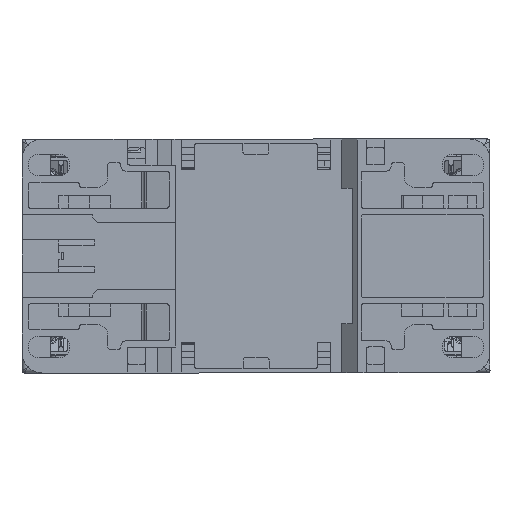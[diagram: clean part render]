
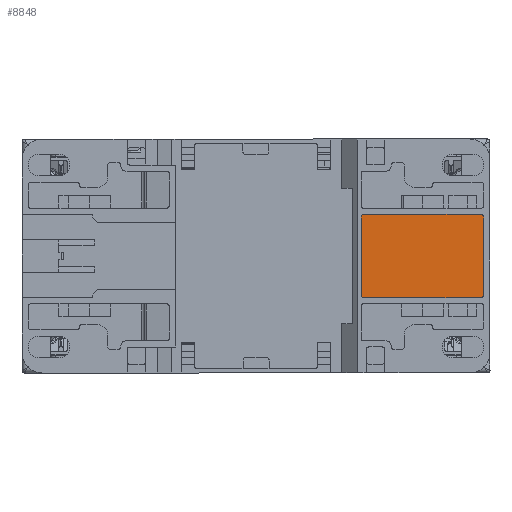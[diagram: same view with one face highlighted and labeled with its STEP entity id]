
A CAD part, front view. The second image highlights one B-rep face of the part: STEP entity #8848.
In plain terms, the highlighted planar face has unit normal (0, -1, 0).
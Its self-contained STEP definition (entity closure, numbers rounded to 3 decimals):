
#5574=PLANE('',#98130);
#8848=ADVANCED_FACE('',(#13488),#5574,.F.);
#13488=FACE_OUTER_BOUND('',#18112,.T.);
#18112=EDGE_LOOP('',(#49266,#49267,#49268,#49269,#49270,#49271,#49272,#49273));
#23820=LINE('',#163584,#33682);
#23821=LINE('',#163588,#33683);
#23822=LINE('',#163592,#33684);
#23823=LINE('',#163596,#33685);
#33682=VECTOR('',#111373,1.);
#33683=VECTOR('',#111376,1.);
#33684=VECTOR('',#111379,1.);
#33685=VECTOR('',#111382,1.);
#49266=ORIENTED_EDGE('',*,*,#81957,.T.);
#49267=ORIENTED_EDGE('',*,*,#81958,.T.);
#49268=ORIENTED_EDGE('',*,*,#81959,.T.);
#49269=ORIENTED_EDGE('',*,*,#81960,.T.);
#49270=ORIENTED_EDGE('',*,*,#81961,.T.);
#49271=ORIENTED_EDGE('',*,*,#81962,.T.);
#49272=ORIENTED_EDGE('',*,*,#81963,.T.);
#49273=ORIENTED_EDGE('',*,*,#81964,.T.);
#70346=VERTEX_POINT('',#163582);
#70347=VERTEX_POINT('',#163583);
#70348=VERTEX_POINT('',#163585);
#70349=VERTEX_POINT('',#163587);
#70350=VERTEX_POINT('',#163589);
#70351=VERTEX_POINT('',#163591);
#70352=VERTEX_POINT('',#163593);
#70353=VERTEX_POINT('',#163595);
#81957=EDGE_CURVE('',#70346,#70347,#93304,.T.);
#81958=EDGE_CURVE('',#70347,#70348,#23820,.T.);
#81959=EDGE_CURVE('',#70348,#70349,#93305,.T.);
#81960=EDGE_CURVE('',#70349,#70350,#23821,.T.);
#81961=EDGE_CURVE('',#70350,#70351,#93306,.T.);
#81962=EDGE_CURVE('',#70351,#70352,#23822,.T.);
#81963=EDGE_CURVE('',#70352,#70353,#93307,.T.);
#81964=EDGE_CURVE('',#70353,#70346,#23823,.T.);
#93304=CIRCLE('',#98126,0.5);
#93305=CIRCLE('',#98127,0.5);
#93306=CIRCLE('',#98128,0.5);
#93307=CIRCLE('',#98129,0.5);
#98126=AXIS2_PLACEMENT_3D('',#163581,#111371,#111372);
#98127=AXIS2_PLACEMENT_3D('',#163586,#111374,#111375);
#98128=AXIS2_PLACEMENT_3D('',#163590,#111377,#111378);
#98129=AXIS2_PLACEMENT_3D('',#163594,#111380,#111381);
#98130=AXIS2_PLACEMENT_3D('',#163597,#111383,#111384);
#111371=DIRECTION('',(0.,-1.,0.));
#111372=DIRECTION('',(0.707,0.,0.707));
#111373=DIRECTION('',(-1.,0.,0.));
#111374=DIRECTION('',(0.,-1.,0.));
#111375=DIRECTION('',(-0.707,0.,0.707));
#111376=DIRECTION('',(0.,0.,-1.));
#111377=DIRECTION('',(0.,-1.,0.));
#111378=DIRECTION('',(-0.707,0.,-0.707));
#111379=DIRECTION('',(1.,0.,0.));
#111380=DIRECTION('',(0.,-1.,0.));
#111381=DIRECTION('',(0.707,0.,-0.707));
#111382=DIRECTION('',(0.,0.,1.));
#111383=DIRECTION('',(0.,1.,0.));
#111384=DIRECTION('',(0.,0.,-1.));
#163581=CARTESIAN_POINT('',(17.708,57.98,-23.33));
#163582=CARTESIAN_POINT('',(18.208,57.98,-23.33));
#163583=CARTESIAN_POINT('',(17.708,57.98,-22.83));
#163584=CARTESIAN_POINT('',(16.283,57.98,-22.83));
#163585=CARTESIAN_POINT('',(-4.892,57.98,-22.831));
#163586=CARTESIAN_POINT('',(-4.892,57.98,-23.331));
#163587=CARTESIAN_POINT('',(-5.392,57.98,-23.331));
#163588=CARTESIAN_POINT('',(-5.392,57.98,-22.831));
#163589=CARTESIAN_POINT('',(-5.391,57.98,-38.331));
#163590=CARTESIAN_POINT('',(-4.891,57.98,-38.331));
#163591=CARTESIAN_POINT('',(-4.891,57.98,-38.831));
#163592=CARTESIAN_POINT('',(-5.391,57.98,-38.831));
#163593=CARTESIAN_POINT('',(17.709,57.98,-38.83));
#163594=CARTESIAN_POINT('',(17.709,57.98,-38.33));
#163595=CARTESIAN_POINT('',(18.209,57.98,-38.33));
#163596=CARTESIAN_POINT('',(18.209,57.98,-34.83));
#163597=CARTESIAN_POINT('',(4.159,57.98,-30.83));
